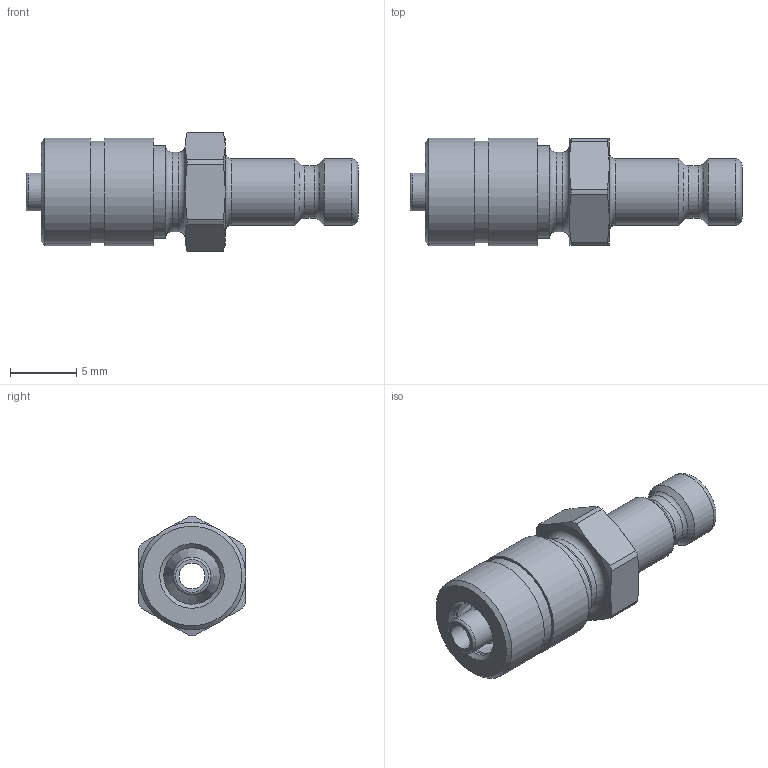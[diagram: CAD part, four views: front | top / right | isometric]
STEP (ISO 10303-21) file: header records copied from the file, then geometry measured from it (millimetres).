
FILE_DESCRIPTION((''),'2;1');
FILE_NAME('20sfko06mxn.stp','2014-03-04T10:18:20',('IA176480'),(''),'Autodesk Inventor 2013','Autodesk Inventor 2013','');
FILE_SCHEMA(('AUTOMOTIVE_DESIGN { 1 0 10303 214 1 1 1 1 }'));
Length unit declared in the file: millimetre
Products named in the file (3): D108492; D108481; D106063
Assembly tree (2 placements, depth 2):
  D108492
    D108481
    D106063
Bounding box: 25 x 8.08 x 9 mm (x, y, z)
Volume: 661.1 mm3; surface area: 1146 mm2
Topology: 2 solids, 2 shells, 67 faces, 135 edges, 78 vertices
Faces by surface type: cone 21, cylinder 20, plane 16, torus 10
Full cylindrical faces by diameter (mm): 1.95 x1, 2.7 x1, 2.85 x1, 3.5 x1, 3.95 x1, 4.25 x1, 5 x2, 6 x1, 6.5 x1, 7 x1, 7.7 x1, 8.1 x2
Entity records: 1638 total; most frequent: CARTESIAN_POINT 300, DIRECTION 288, ORIENTED_EDGE 204, AXIS2_PLACEMENT_3D 138, EDGE_LOOP 110, EDGE_CURVE 102, VERTEX_POINT 78, FACE_OUTER_BOUND 67
